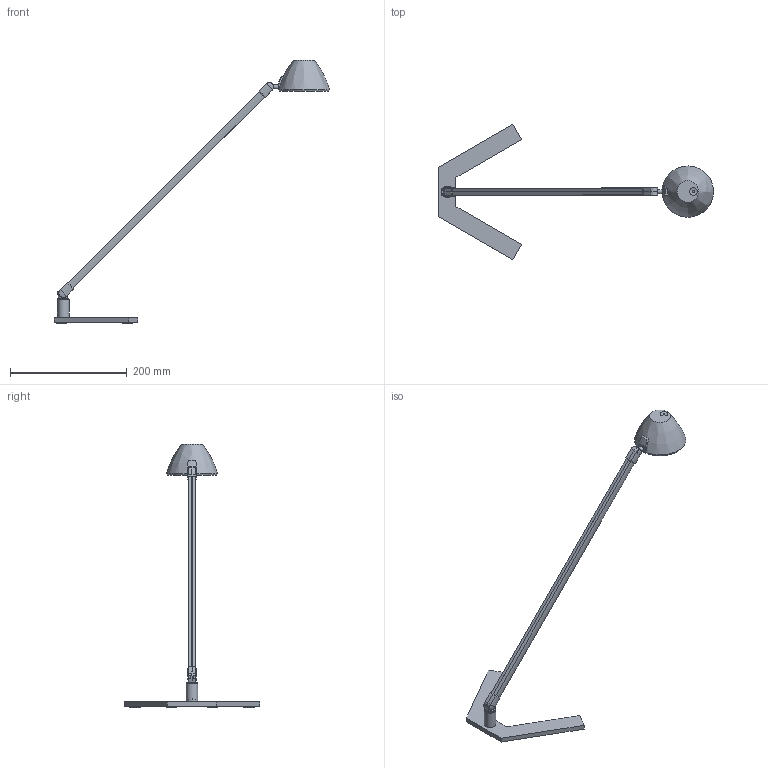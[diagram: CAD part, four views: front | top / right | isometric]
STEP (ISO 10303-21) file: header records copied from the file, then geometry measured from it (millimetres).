
FILE_DESCRIPTION(/* description */ (''),/* implementation_level */ '2;1');
FILE_NAME(/* name */ '10000134218n3p000_01.stp',/* time_stamp */ '2022-03-02T09:40:25+01:00',/* author */ (''),/* organization */ (''),/* preprocessor_version */ 'ST-DEVELOPER v15',/* originating_system */ 'SIEMENS PLM Software NX 9.0',/* authorisation */ '');
FILE_SCHEMA (('AUTOMOTIVE_DESIGN { 1 0 10303 214 3 1 1 1 }'));
Length unit declared in the file: millimetre
Products named in the file (1): 10000134218n3p000_01
Bounding box: 471.8 x 231.96 x 451.45 mm (x, y, z)
Volume: 379924.2 mm3; surface area: 77671.5 mm2
Topology: 1 solids, 2 shells, 117 faces, 293 edges, 188 vertices
Faces by surface type: plane 57, cylinder 21, cone 18, bspline 14, sphere 7
Full cylindrical faces by diameter (mm): 2.9 x1, 6.8 x1, 15.8 x1, 16 x1, 16.1 x1, 18 x4, 19.6 x1, 19.8 x1
Entity records: 3845 total; most frequent: CARTESIAN_POINT 1311, ORIENTED_EDGE 526, DIRECTION 471, EDGE_CURVE 263, AXIS2_PLACEMENT_3D 190, VERTEX_POINT 178, EDGE_LOOP 145, ADVANCED_FACE 117
